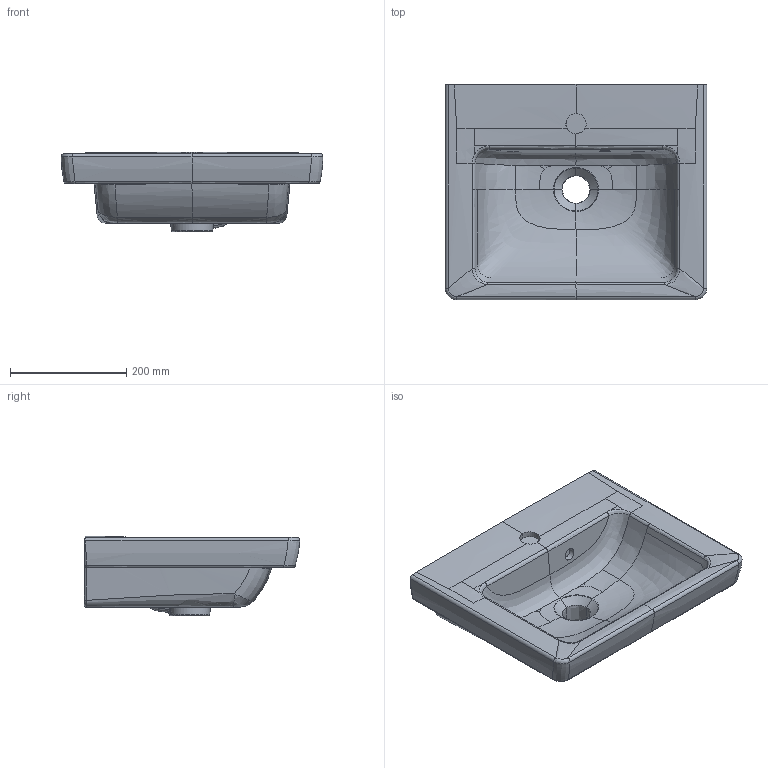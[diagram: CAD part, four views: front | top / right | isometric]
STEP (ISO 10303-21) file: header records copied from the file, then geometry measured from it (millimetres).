
FILE_DESCRIPTION(/* description */ (''),/* implementation_level */ '2;1');
FILE_NAME(/* name */ '7315F5_Subway_2.0_WB-45.stp',/* time_stamp */ '2018-11-14T11:23:56+01:00',/* author */ (''),/* organization */ (''),/* preprocessor_version */ 'ST-DEVELOPER v16',/* originating_system */ 'SIEMENS PLM Software NX 10.0',/* authorisation */ '');
FILE_SCHEMA (('AUTOMOTIVE_DESIGN { 1 0 10303 214 3 1 1 1 }'));
Length unit declared in the file: millimetre
Products named in the file (1): Sier0D5CC7E867le
Bounding box: 450.85 x 371.27 x 137 mm (x, y, z)
Volume: 9886556.1 mm3; surface area: 535435.1 mm2
Topology: 1 solids, 1 shells, 211 faces, 533 edges, 323 vertices
Faces by surface type: bspline 153, extrusion 37, plane 16, cylinder 5
Entity records: 21030 total; most frequent: CARTESIAN_POINT 17650, ORIENTED_EDGE 1060, EDGE_CURVE 530, B_SPLINE_CURVE_WITH_KNOTS 350, VERTEX_POINT 323, EDGE_LOOP 215, ADVANCED_FACE 211, FACE_OUTER_BOUND 207
